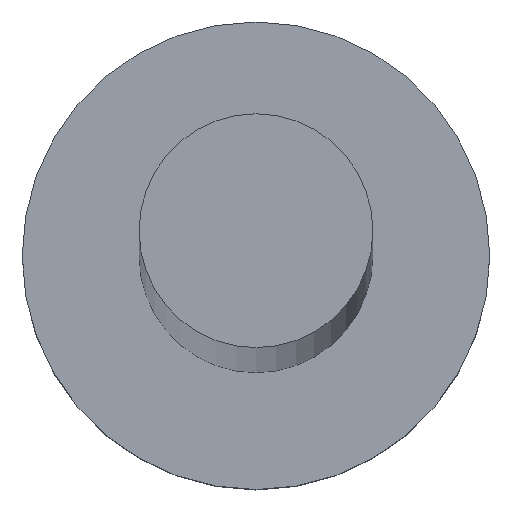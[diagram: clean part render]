
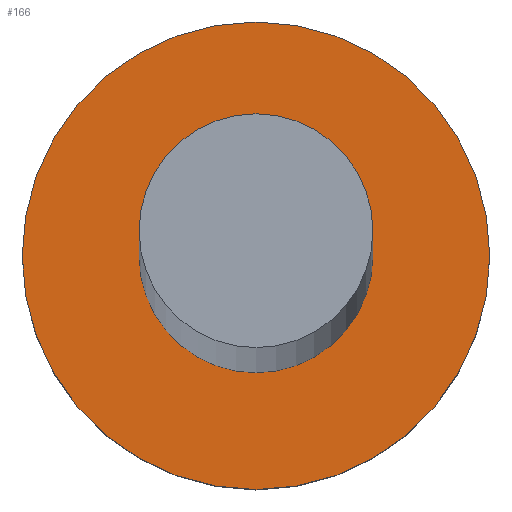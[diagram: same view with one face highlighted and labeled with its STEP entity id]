
A CAD part, top view. The second image highlights one B-rep face of the part: STEP entity #166.
In plain terms, the highlighted planar face has unit normal (0, 0, 1).
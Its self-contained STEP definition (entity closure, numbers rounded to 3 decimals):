
#8 = EDGE_LOOP ( 'NONE', ( #125, #247 ) ) ;
#11 = EDGE_LOOP ( 'NONE', ( #65, #87 ) ) ;
#16 = CARTESIAN_POINT ( 'NONE',  ( 0., 0., 2. ) ) ;
#19 = AXIS2_PLACEMENT_3D ( 'NONE', #174, #250, #106 ) ;
#21 = CARTESIAN_POINT ( 'NONE',  ( 2., 0., 2. ) ) ;
#27 = VERTEX_POINT ( 'NONE', #225 ) ;
#32 = FACE_BOUND ( 'NONE', #8, .T. ) ;
#52 = FACE_OUTER_BOUND ( 'NONE', #11, .T. ) ;
#57 = AXIS2_PLACEMENT_3D ( 'NONE', #149, #251, #132 ) ;
#58 = CIRCLE ( 'NONE', #84, 1. ) ;
#65 = ORIENTED_EDGE ( 'NONE', *, *, #67, .T. ) ;
#67 = EDGE_CURVE ( 'NONE', #82, #103, #196, .T. ) ;
#72 = PLANE ( 'NONE',  #57 ) ;
#75 = DIRECTION ( 'NONE',  ( 1., 0., 0. ) ) ;
#76 = CIRCLE ( 'NONE', #127, 1. ) ;
#78 = EDGE_CURVE ( 'NONE', #27, #168, #58, .T. ) ;
#82 = VERTEX_POINT ( 'NONE', #171 ) ;
#84 = AXIS2_PLACEMENT_3D ( 'NONE', #248, #91, #113 ) ;
#87 = ORIENTED_EDGE ( 'NONE', *, *, #121, .T. ) ;
#91 = DIRECTION ( 'NONE',  ( 0., 0., 1. ) ) ;
#103 = VERTEX_POINT ( 'NONE', #21 ) ;
#106 = DIRECTION ( 'NONE',  ( 1., 0., 0. ) ) ;
#113 = DIRECTION ( 'NONE',  ( 1., 0., 0. ) ) ;
#117 = CIRCLE ( 'NONE', #150, 2. ) ;
#121 = EDGE_CURVE ( 'NONE', #103, #82, #117, .T. ) ;
#125 = ORIENTED_EDGE ( 'NONE', *, *, #78, .F. ) ;
#127 = AXIS2_PLACEMENT_3D ( 'NONE', #152, #232, #133 ) ;
#132 = DIRECTION ( 'NONE',  ( 1., 0., 0. ) ) ;
#133 = DIRECTION ( 'NONE',  ( 1., 0., 0. ) ) ;
#149 = CARTESIAN_POINT ( 'NONE',  ( 0., 0., 2. ) ) ;
#150 = AXIS2_PLACEMENT_3D ( 'NONE', #16, #252, #75 ) ;
#152 = CARTESIAN_POINT ( 'NONE',  ( 0., 0., 2. ) ) ;
#166 = ADVANCED_FACE ( 'NONE', ( #32, #52 ), #72, .T. ) ;
#168 = VERTEX_POINT ( 'NONE', #189 ) ;
#171 = CARTESIAN_POINT ( 'NONE',  ( -2., 0., 2. ) ) ;
#174 = CARTESIAN_POINT ( 'NONE',  ( 0., 0., 2. ) ) ;
#189 = CARTESIAN_POINT ( 'NONE',  ( 1., 0., 2. ) ) ;
#196 = CIRCLE ( 'NONE', #19, 2. ) ;
#225 = CARTESIAN_POINT ( 'NONE',  ( -1., 0., 2. ) ) ;
#232 = DIRECTION ( 'NONE',  ( 0., 0., 1. ) ) ;
#236 = EDGE_CURVE ( 'NONE', #168, #27, #76, .T. ) ;
#247 = ORIENTED_EDGE ( 'NONE', *, *, #236, .F. ) ;
#248 = CARTESIAN_POINT ( 'NONE',  ( 0., 0., 2. ) ) ;
#250 = DIRECTION ( 'NONE',  ( 0., 0., 1. ) ) ;
#251 = DIRECTION ( 'NONE',  ( 0., 0., 1. ) ) ;
#252 = DIRECTION ( 'NONE',  ( 0., 0., 1. ) ) ;
